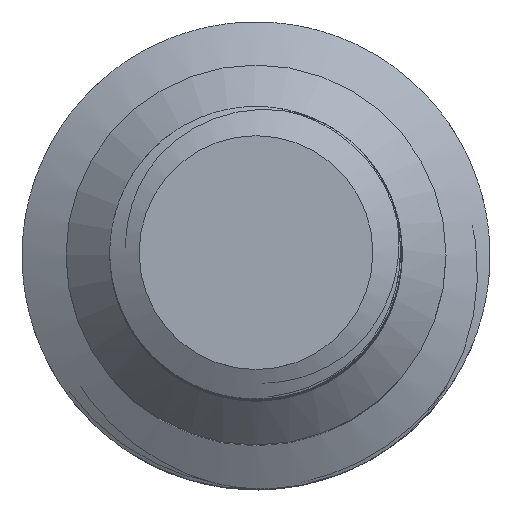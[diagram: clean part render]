
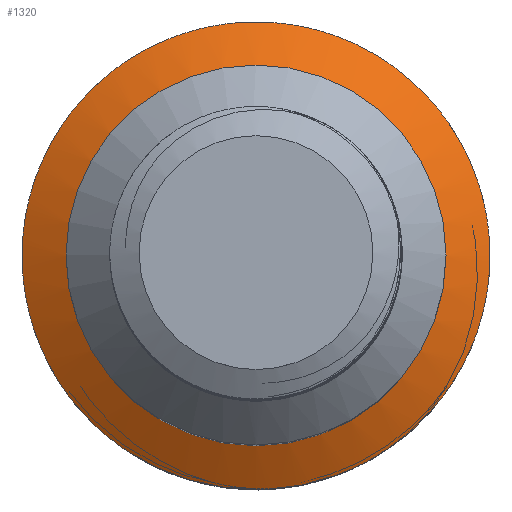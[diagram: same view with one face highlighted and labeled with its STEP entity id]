
A CAD part, top view. The second image highlights one B-rep face of the part: STEP entity #1320.
In plain terms, the highlighted conical face has half-angle 60 degrees and reference radius 3.625 mm.
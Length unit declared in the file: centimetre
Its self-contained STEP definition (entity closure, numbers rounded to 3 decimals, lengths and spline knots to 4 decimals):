
#19=CONICAL_SURFACE('',#1384,0.3625,60.);
#260=FACE_BOUND('',#438,.T.);
#341=FACE_OUTER_BOUND('',#437,.T.);
#437=EDGE_LOOP('',(#1144));
#438=EDGE_LOOP('',(#1145,#1146));
#461=CIRCLE('',#1361,0.4);
#466=CIRCLE('',#1372,0.4);
#471=CIRCLE('',#1383,0.325);
#580=VERTEX_POINT('',#19741);
#583=VERTEX_POINT('',#20088);
#597=VERTEX_POINT('',#21030);
#772=EDGE_CURVE('',#583,#580,#461,.T.);
#777=EDGE_CURVE('',#580,#583,#466,.T.);
#782=EDGE_CURVE('',#597,#597,#471,.T.);
#1144=ORIENTED_EDGE('',*,*,#782,.T.);
#1145=ORIENTED_EDGE('',*,*,#777,.F.);
#1146=ORIENTED_EDGE('',*,*,#772,.F.);
#1320=ADVANCED_FACE('',(#341,#260),#19,.T.);
#1361=AXIS2_PLACEMENT_3D('',#21004,#1462,#1463);
#1372=AXIS2_PLACEMENT_3D('',#21015,#1484,#1485);
#1383=AXIS2_PLACEMENT_3D('',#21031,#1506,#1507);
#1384=AXIS2_PLACEMENT_3D('',#21032,#1508,#1509);
#1462=DIRECTION('center_axis',(0.,0.,-1.));
#1463=DIRECTION('ref_axis',(1.,0.,0.));
#1484=DIRECTION('center_axis',(0.,0.,-1.));
#1485=DIRECTION('ref_axis',(1.,0.,0.));
#1506=DIRECTION('center_axis',(0.,0.,-1.));
#1507=DIRECTION('ref_axis',(1.,0.,0.));
#1508=DIRECTION('center_axis',(0.,0.,-1.));
#1509=DIRECTION('ref_axis',(-1.,0.,0.));
#19741=CARTESIAN_POINT('',(-0.2633,0.1214,-1.25));
#20088=CARTESIAN_POINT('',(-0.2332,0.1341,-1.25));
#21004=CARTESIAN_POINT('Origin',(-0.4036,0.496,-1.25));
#21015=CARTESIAN_POINT('Origin',(-0.4036,0.496,-1.25));
#21030=CARTESIAN_POINT('',(-0.7286,0.496,-1.2067));
#21031=CARTESIAN_POINT('Origin',(-0.4036,0.496,-1.2067));
#21032=CARTESIAN_POINT('Origin',(-0.4036,0.496,-1.2283));
